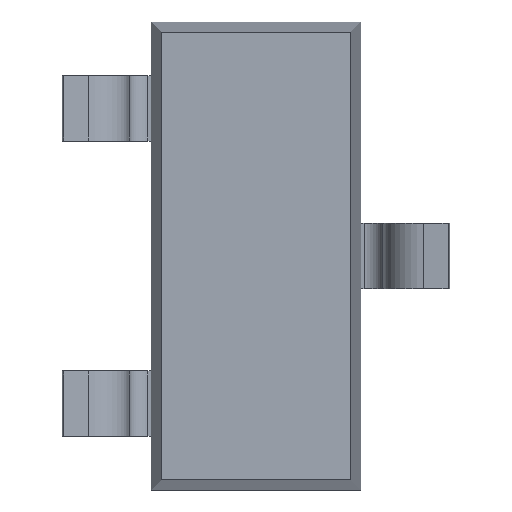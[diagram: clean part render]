
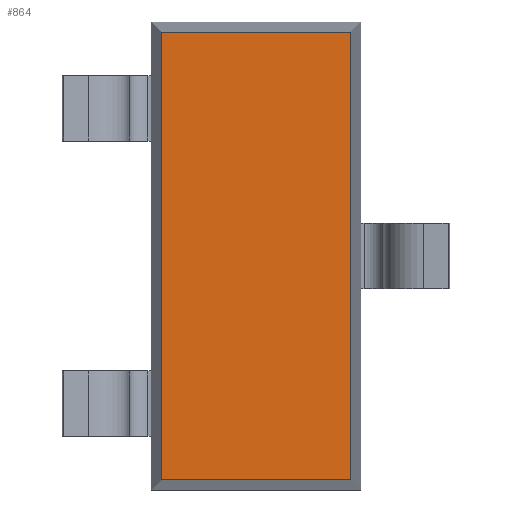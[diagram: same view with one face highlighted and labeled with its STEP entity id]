
A CAD part, front view. The second image highlights one B-rep face of the part: STEP entity #864.
In plain terms, the highlighted planar face has unit normal (0, -1, 0).
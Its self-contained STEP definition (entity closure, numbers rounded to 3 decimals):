
#43 = CARTESIAN_POINT ( 'NONE',  ( 0., 0.1, 0. ) ) ;
#127 = FACE_OUTER_BOUND ( 'NONE', #553, .T. ) ;
#153 = CARTESIAN_POINT ( 'NONE',  ( 0.586, 0.1, -1.45 ) ) ;
#191 = VECTOR ( 'NONE', #767, 1000. ) ;
#201 = PLANE ( 'NONE',  #341 ) ;
#315 = EDGE_CURVE ( 'NONE', #334, #1625, #791, .T. ) ;
#334 = VERTEX_POINT ( 'NONE', #1426 ) ;
#341 = AXIS2_PLACEMENT_3D ( 'NONE', #43, #821, #1452 ) ;
#433 = ORIENTED_EDGE ( 'NONE', *, *, #809, .T. ) ;
#438 = ORIENTED_EDGE ( 'NONE', *, *, #315, .T. ) ;
#439 = DIRECTION ( 'NONE',  ( 0., 0., 1. ) ) ;
#519 = VECTOR ( 'NONE', #1539, 1000. ) ;
#533 = LINE ( 'NONE', #1064, #1098 ) ;
#548 = LINE ( 'NONE', #1414, #519 ) ;
#553 = EDGE_LOOP ( 'NONE', ( #433, #1499, #1037, #438 ) ) ;
#579 = CARTESIAN_POINT ( 'NONE',  ( -0.586, 0.1, -1.386 ) ) ;
#762 = EDGE_CURVE ( 'NONE', #983, #334, #548, .T. ) ;
#767 = DIRECTION ( 'NONE',  ( 0., 0., -1. ) ) ;
#791 = LINE ( 'NONE', #1436, #191 ) ;
#809 = EDGE_CURVE ( 'NONE', #1625, #1193, #533, .T. ) ;
#810 = EDGE_CURVE ( 'NONE', #1193, #983, #1675, .T. ) ;
#821 = DIRECTION ( 'NONE',  ( 0., -1., 0. ) ) ;
#846 = DIRECTION ( 'NONE',  ( 1., 0., 0. ) ) ;
#864 = ADVANCED_FACE ( 'NONE', ( #127 ), #201, .T. ) ;
#983 = VERTEX_POINT ( 'NONE', #1126 ) ;
#1037 = ORIENTED_EDGE ( 'NONE', *, *, #762, .T. ) ;
#1064 = CARTESIAN_POINT ( 'NONE',  ( -0.65, 0.1, -1.386 ) ) ;
#1098 = VECTOR ( 'NONE', #846, 1000. ) ;
#1101 = VECTOR ( 'NONE', #439, 1000. ) ;
#1126 = CARTESIAN_POINT ( 'NONE',  ( 0.586, 0.1, 1.386 ) ) ;
#1193 = VERTEX_POINT ( 'NONE', #1216 ) ;
#1216 = CARTESIAN_POINT ( 'NONE',  ( 0.586, 0.1, -1.386 ) ) ;
#1414 = CARTESIAN_POINT ( 'NONE',  ( 0.65, 0.1, 1.386 ) ) ;
#1426 = CARTESIAN_POINT ( 'NONE',  ( -0.586, 0.1, 1.386 ) ) ;
#1436 = CARTESIAN_POINT ( 'NONE',  ( -0.586, 0.1, 1.45 ) ) ;
#1452 = DIRECTION ( 'NONE',  ( 0., 0., -1. ) ) ;
#1499 = ORIENTED_EDGE ( 'NONE', *, *, #810, .T. ) ;
#1539 = DIRECTION ( 'NONE',  ( -1., 0., 0. ) ) ;
#1625 = VERTEX_POINT ( 'NONE', #579 ) ;
#1675 = LINE ( 'NONE', #153, #1101 ) ;
